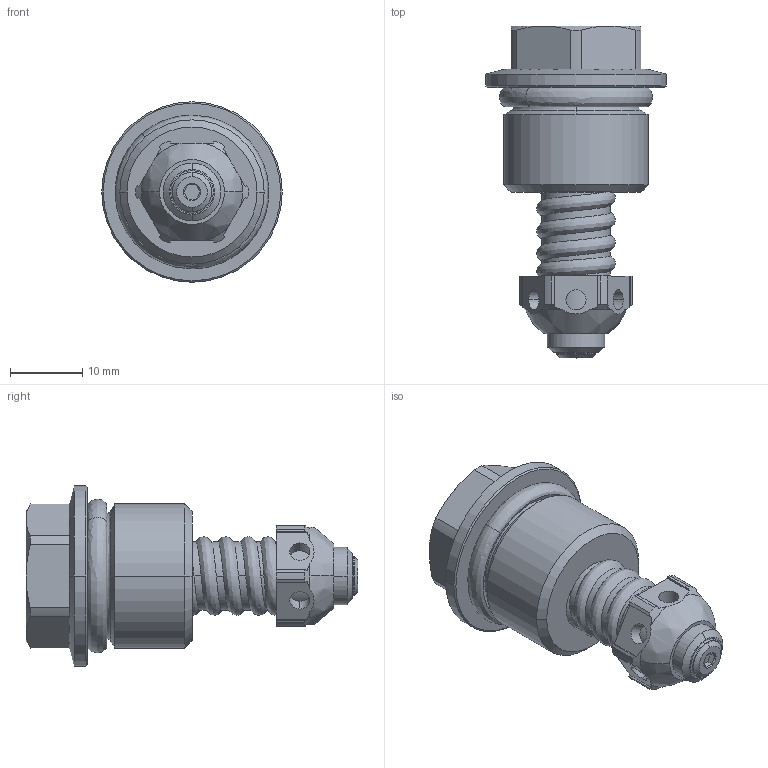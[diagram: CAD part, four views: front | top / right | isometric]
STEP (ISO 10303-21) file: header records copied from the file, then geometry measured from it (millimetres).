
FILE_DESCRIPTION (( 'STEP AP214' ), '1' );
FILE_NAME ('K041.801-805.STEP', '2017-04-05T12:31:41', ( 'user' ), ( '' ), 'SwSTEP 2.0', 'SolidWorks 2016', '' );
FILE_SCHEMA (( 'AUTOMOTIVE_DESIGN' ));
Length unit declared in the file: millimetre
Products named in the file (1): K041.801-805
Bounding box: 25 x 45.99 x 25 mm (x, y, z)
Volume: 9502.5 mm3; surface area: 3945.3 mm2
Topology: 2 solids, 2 shells, 147 faces, 367 edges, 234 vertices
Faces by surface type: plane 57, cylinder 49, cone 27, bspline 14
Entity records: 5931 total; most frequent: CARTESIAN_POINT 2563, ORIENTED_EDGE 734, DIRECTION 647, EDGE_CURVE 367, AXIS2_PLACEMENT_3D 252, VERTEX_POINT 234, EDGE_LOOP 159, ADVANCED_FACE 147
